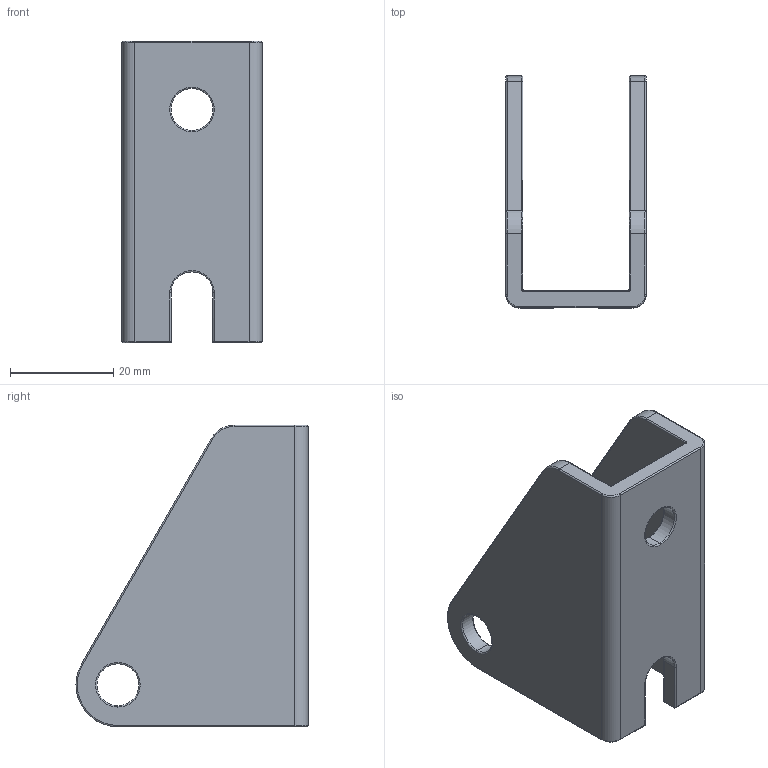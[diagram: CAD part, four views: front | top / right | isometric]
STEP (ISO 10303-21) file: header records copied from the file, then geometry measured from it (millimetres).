
FILE_DESCRIPTION (( 'STEP AP214' ), '1' );
FILE_NAME ('BRK-09.STEP', '2017-01-04T19:41:43', ( '' ), ( '' ), 'SwSTEP 2.0', 'SolidWorks 2016', '' );
FILE_SCHEMA (( 'AUTOMOTIVE_DESIGN' ));
Length unit declared in the file: inch
Products named in the file (1): BRK-09
Bounding box: 27.18 x 44.96 x 58.42 mm (x, y, z)
Volume: 15779.6 mm3; surface area: 10717.4 mm2
Topology: 1 solids, 1 shells, 82 faces, 190 edges, 110 vertices
Faces by surface type: cylinder 37, torus 32, plane 13
Entity records: 2382 total; most frequent: DIRECTION 468, CARTESIAN_POINT 395, ORIENTED_EDGE 380, AXIS2_PLACEMENT_3D 199, EDGE_CURVE 190, CIRCLE 116, VERTEX_POINT 110, EDGE_LOOP 88
